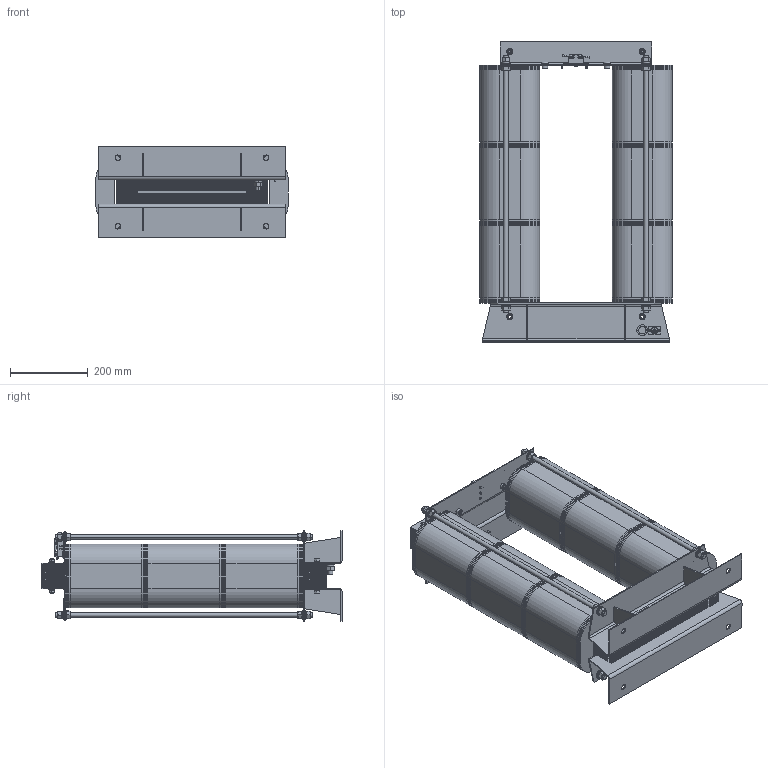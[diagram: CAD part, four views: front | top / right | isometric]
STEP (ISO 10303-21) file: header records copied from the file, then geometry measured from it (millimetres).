
FILE_DESCRIPTION (( 'STEP AP203' ), '1' );
FILE_NAME ('ÒÍØ-0,66 25êÀ.STEP', '2018-01-31T07:52:54', ( '' ), ( '' ), 'SwSTEP 2.0', 'SolidWorks 2010', '' );
FILE_SCHEMA (( 'CONFIG_CONTROL_DESIGN' ));
Products named in the file (1): ÒÍØ-0,66 25êÀ
Bounding box: 494 x 770 x 232 mm (x, y, z)
Surface area: 18555016.5 mm2 (no closed solid volume)
Topology: 0 solids, 717 shells, 2466 faces, 11063 edges, 9303 vertices
Faces by surface type: plane 1954, cylinder 385, cone 79, sphere 24, torus 16, bspline 8
Entity records: 123665 total; most frequent: CARTESIAN_POINT 35965, DIRECTION 17485, ORIENTED_EDGE 13730, EDGE_CURVE 11063, VERTEX_POINT 9303, LINE 7469, VECTOR 7469, AXIS2_PLACEMENT_3D 5008
